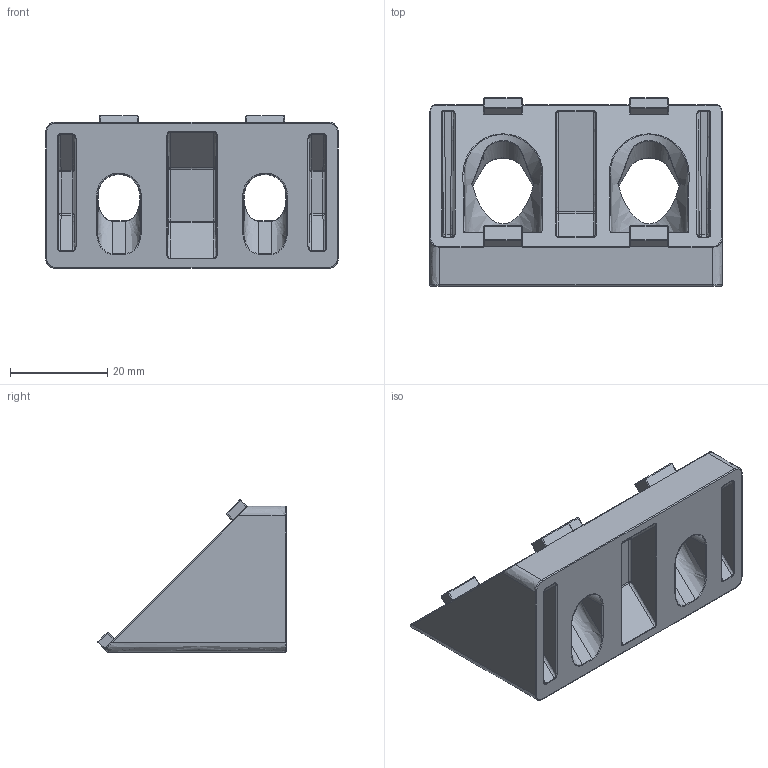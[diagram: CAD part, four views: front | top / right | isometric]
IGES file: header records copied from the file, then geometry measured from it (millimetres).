
Global section: file name: 306045; native system: Autodesk Inventor 2021; preprocessor: unknown; author: Špaček,,; organization: 11; date: 20211028.082510; units: millimetre
Bounding box: 60 x 38.62 x 31.33 mm (x, y, z)
Volume: 22900.7 mm3; surface area: 12862.6 mm2
Topology: 1 solids, 1 shells, 377 faces, 871 edges, 480 vertices
Faces by surface type: bspline 377
